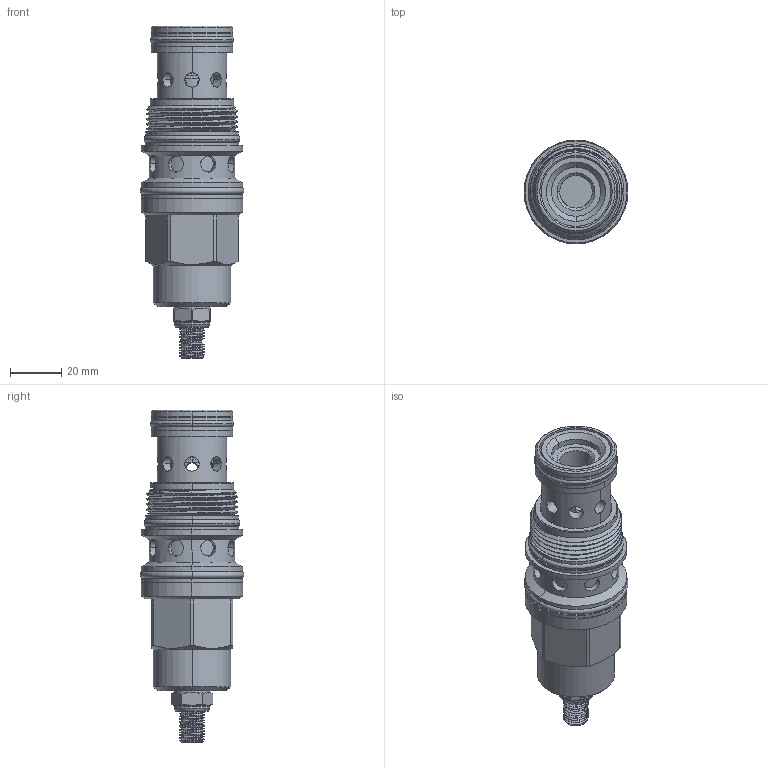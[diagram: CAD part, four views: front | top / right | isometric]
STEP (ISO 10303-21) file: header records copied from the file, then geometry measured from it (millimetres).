
FILE_DESCRIPTION (( 'STEP AP203' ), '1' );
FILE_NAME ('PP17A30(33)(35)-L.STEP', '2020-03-23T03:41:27', ( '' ), ( '' ), 'SwSTEP 2.0', 'SolidWorks 2018', '' );
FILE_SCHEMA (( 'CONFIG_CONTROL_DESIGN' ));
Length unit declared in the file: millimetre
Products named in the file (1): PP17A30(33)(35)-L
Bounding box: 40.39 x 40.39 x 129.15 mm (x, y, z)
Volume: 87426 mm3; surface area: 26767.5 mm2
Topology: 8 solids, 16 shells, 400 faces, 1004 edges, 622 vertices
Faces by surface type: cylinder 237, plane 85, cone 39, torus 32, bspline 7
Entity records: 19446 total; most frequent: CARTESIAN_POINT 10005, ORIENTED_EDGE 2004, DIRECTION 1919, EDGE_CURVE 1002, AXIS2_PLACEMENT_3D 810, VERTEX_POINT 622, EDGE_LOOP 472, CIRCLE 416
